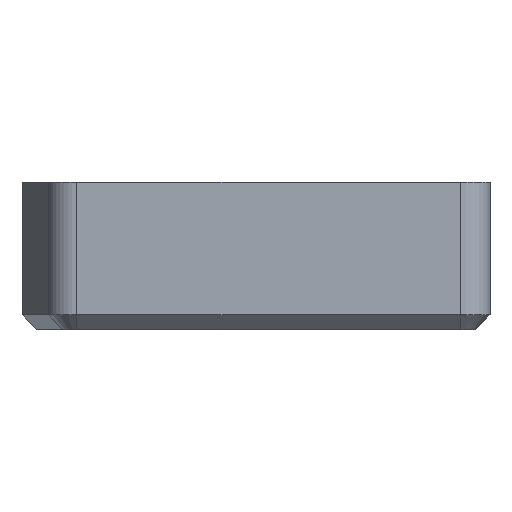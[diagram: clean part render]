
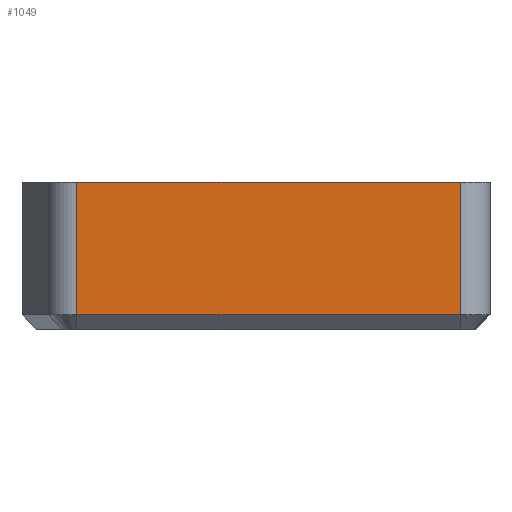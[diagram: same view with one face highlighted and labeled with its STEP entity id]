
A CAD part, front view. The second image highlights one B-rep face of the part: STEP entity #1049.
In plain terms, the highlighted planar face has unit normal (0, -1, 0).
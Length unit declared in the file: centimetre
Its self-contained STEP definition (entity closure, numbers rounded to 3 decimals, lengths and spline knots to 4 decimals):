
#71=VERTEX_POINT('',#1410);
#73=VERTEX_POINT('',#1416);
#138=VERTEX_POINT('',#1639);
#139=VERTEX_POINT('',#1643);
#164=VECTOR('',#1174,1.);
#272=VECTOR('',#1339,1.);
#273=VECTOR('',#1341,1.);
#274=VECTOR('',#1342,1.);
#302=LINE('',#1417,#164);
#410=LINE('',#1640,#272);
#411=LINE('',#1642,#273);
#412=LINE('',#1644,#274);
#446=EDGE_CURVE('',#73,#71,#302,.T.);
#558=EDGE_CURVE('',#73,#138,#410,.T.);
#559=EDGE_CURVE('',#138,#139,#411,.T.);
#560=EDGE_CURVE('',#71,#139,#412,.T.);
#816=ORIENTED_EDGE('',*,*,#446,.F.);
#817=ORIENTED_EDGE('',*,*,#558,.T.);
#818=ORIENTED_EDGE('',*,*,#559,.T.);
#819=ORIENTED_EDGE('',*,*,#560,.F.);
#925=EDGE_LOOP('',(#816,#817,#818,#819));
#987=FACE_BOUND('',#925,.T.);
#1049=ADVANCED_FACE('',(#987),#1713,.T.);
#1121=AXIS2_PLACEMENT_3D('',#1641,#1340,$);
#1174=DIRECTION('',(-1.,0.,0.));
#1339=DIRECTION('',(0.,0.,1.));
#1340=DIRECTION('',(0.,-1.,0.));
#1341=DIRECTION('',(-1.,0.,0.));
#1342=DIRECTION('',(0.,0.,1.));
#1410=CARTESIAN_POINT('',(3.8357,-1.225,0.05));
#1416=CARTESIAN_POINT('',(5.14,-1.225,0.05));
#1417=CARTESIAN_POINT('',(4.3771,-1.225,0.05));
#1639=CARTESIAN_POINT('',(5.14,-1.225,0.5));
#1640=CARTESIAN_POINT('',(5.14,-1.225,0.));
#1641=CARTESIAN_POINT('',(4.4878,-1.225,0.));
#1642=CARTESIAN_POINT('',(3.8357,-1.225,0.5));
#1643=CARTESIAN_POINT('',(3.8357,-1.225,0.5));
#1644=CARTESIAN_POINT('',(3.8357,-1.225,0.));
#1713=PLANE('',#1121);
